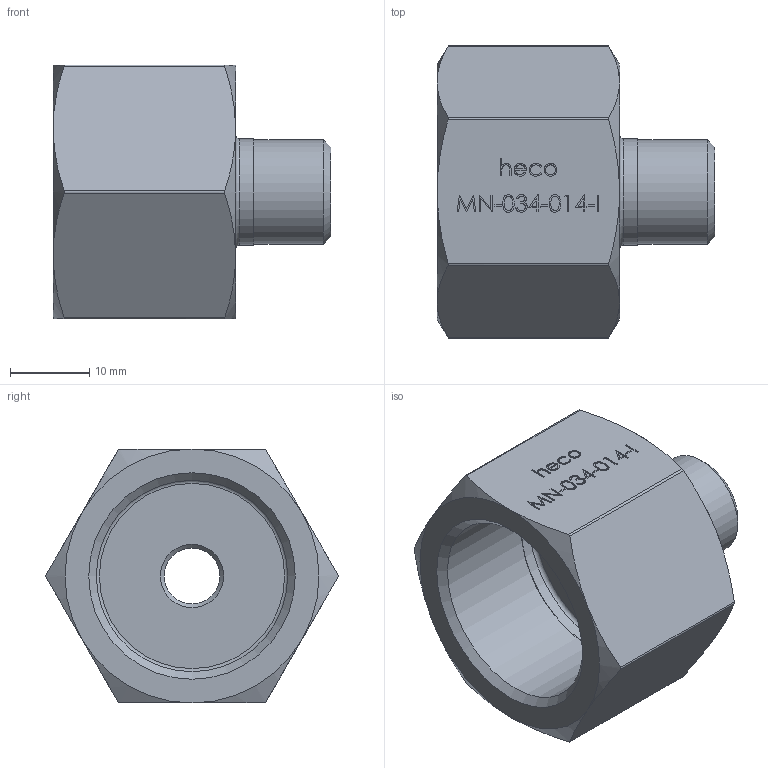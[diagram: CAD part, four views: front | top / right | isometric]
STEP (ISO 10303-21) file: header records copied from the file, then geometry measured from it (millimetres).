
FILE_DESCRIPTION (( 'STEP AP214' ), '1' );
FILE_NAME ('heco_MN-034-014-I.STEP', '2016-06-20T12:34:32', ( '' ), ( '' ), 'SwSTEP 2.0', 'SolidWorks 2011', '' );
FILE_SCHEMA (( 'AUTOMOTIVE_DESIGN' ));
Length unit declared in the file: millimetre
Products named in the file (1): heco_MN-034-014-I
Bounding box: 35 x 36.86 x 32 mm (x, y, z)
Volume: 13815.3 mm3; surface area: 6218.8 mm2
Topology: 1 solids, 1 shells, 217 faces, 551 edges, 362 vertices
Faces by surface type: plane 121, bspline 67, cone 16, cylinder 11, torus 2
Full cylindrical faces by diameter (mm): 7 x1, 13.157 x1, 13.357 x1, 24.117 x1, 24.317 x1
Entity records: 10745 total; most frequent: CARTESIAN_POINT 5539, ORIENTED_EDGE 1076, DIRECTION 698, EDGE_CURVE 538, VERTEX_POINT 360, VECTOR 340, LINE 340, EDGE_LOOP 256
